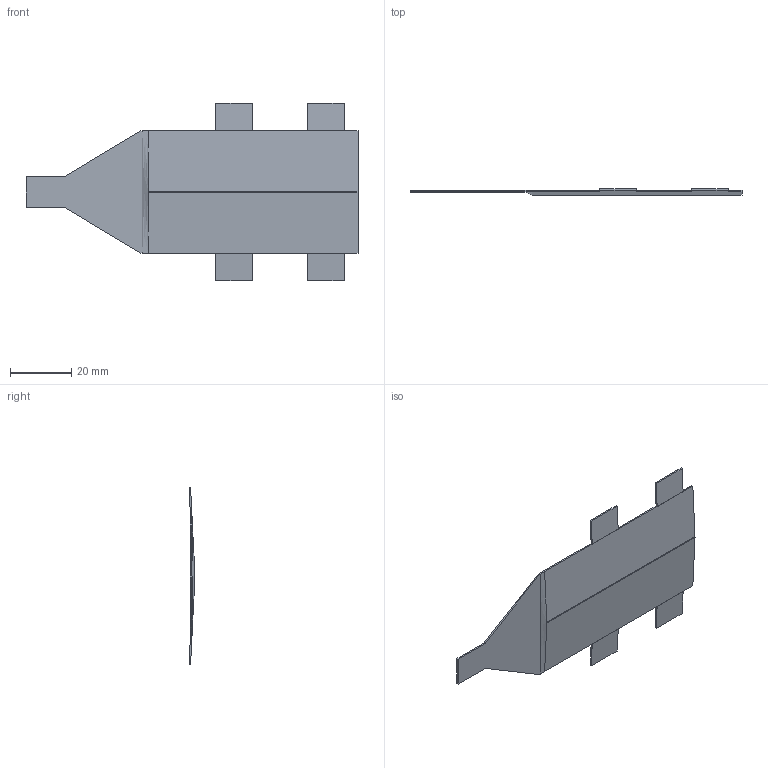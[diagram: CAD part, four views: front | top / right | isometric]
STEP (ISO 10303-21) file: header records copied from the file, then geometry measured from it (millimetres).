
FILE_DESCRIPTION (( 'STEP AP214' ), '1' );
FILE_NAME ('120589.STEP', '2024-09-16T10:03:54', ( '' ), ( '' ), 'SwSTEP 2.0', 'SolidWorks 2022', '' );
FILE_SCHEMA (( 'AUTOMOTIVE_DESIGN' ));
Length unit declared in the file: millimetre
Products named in the file (1): 120589
Bounding box: 108.5 x 1.95 x 58.03 mm (x, y, z)
Volume: 2011 mm3; surface area: 8232.4 mm2
Topology: 1 solids, 1 shells, 38 faces, 108 edges, 72 vertices
Faces by surface type: plane 34, bspline 2, cylinder 2
Entity records: 1745 total; most frequent: CARTESIAN_POINT 365, ORIENTED_EDGE 216, DIRECTION 182, EDGE_CURVE 108, VECTOR 100, LINE 100, VERTEX_POINT 72, AXIS2_PLACEMENT_3D 41
